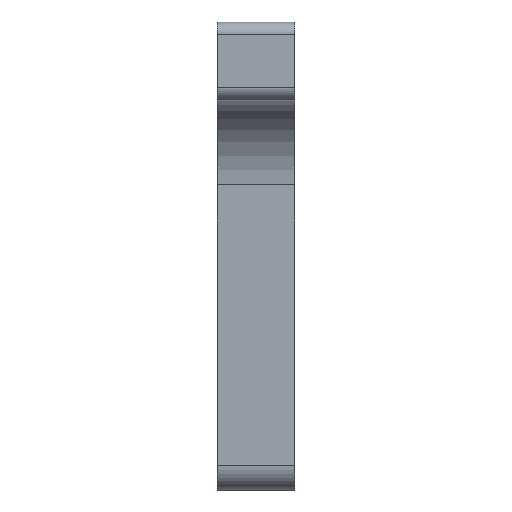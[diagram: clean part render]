
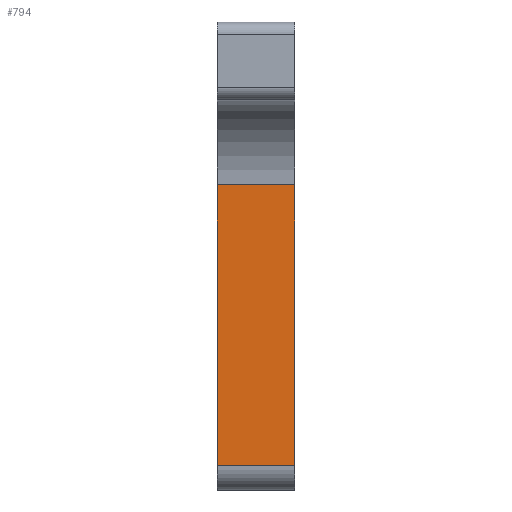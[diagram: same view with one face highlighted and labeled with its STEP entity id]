
A CAD part, left-side view. The second image highlights one B-rep face of the part: STEP entity #794.
In plain terms, the highlighted planar face has unit normal (-1, 0, 0).
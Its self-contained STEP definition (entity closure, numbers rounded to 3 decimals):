
#43=PLANE('',#851);
#52=FACE_OUTER_BOUND('',#93,.T.);
#93=EDGE_LOOP('',(#526,#527,#528,#529));
#157=LINE('',#1222,#208);
#159=LINE('',#1228,#210);
#160=LINE('',#1230,#211);
#161=LINE('',#1231,#212);
#208=VECTOR('',#959,10.);
#210=VECTOR('',#965,10.);
#211=VECTOR('',#966,10.);
#212=VECTOR('',#967,10.);
#324=VERTEX_POINT('',#1219);
#325=VERTEX_POINT('',#1221);
#327=VERTEX_POINT('',#1227);
#328=VERTEX_POINT('',#1229);
#404=EDGE_CURVE('',#324,#325,#157,.T.);
#407=EDGE_CURVE('',#324,#327,#159,.T.);
#408=EDGE_CURVE('',#328,#327,#160,.T.);
#409=EDGE_CURVE('',#325,#328,#161,.T.);
#526=ORIENTED_EDGE('',*,*,#404,.F.);
#527=ORIENTED_EDGE('',*,*,#407,.T.);
#528=ORIENTED_EDGE('',*,*,#408,.F.);
#529=ORIENTED_EDGE('',*,*,#409,.F.);
#794=ADVANCED_FACE('',(#52),#43,.T.);
#851=AXIS2_PLACEMENT_3D('',#1226,#963,#964);
#959=DIRECTION('',(0.,-1.,0.));
#963=DIRECTION('center_axis',(-1.,0.,0.));
#964=DIRECTION('ref_axis',(0.,0.,-1.));
#965=DIRECTION('',(0.,0.,-1.));
#966=DIRECTION('',(0.,1.,0.));
#967=DIRECTION('',(0.,0.,-1.));
#1219=CARTESIAN_POINT('',(27.95,58.844,30.359));
#1221=CARTESIAN_POINT('',(27.95,46.144,30.359));
#1222=CARTESIAN_POINT('',(27.95,58.844,30.359));
#1226=CARTESIAN_POINT('Origin',(27.95,58.844,30.359));
#1227=CARTESIAN_POINT('',(27.95,58.844,-15.641));
#1228=CARTESIAN_POINT('',(27.95,58.844,24.534));
#1229=CARTESIAN_POINT('',(27.95,46.144,-15.641));
#1230=CARTESIAN_POINT('',(27.95,58.844,-15.641));
#1231=CARTESIAN_POINT('',(27.95,46.144,24.534));
